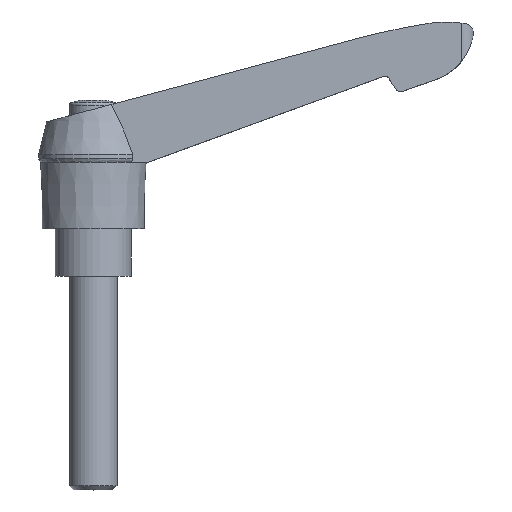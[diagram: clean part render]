
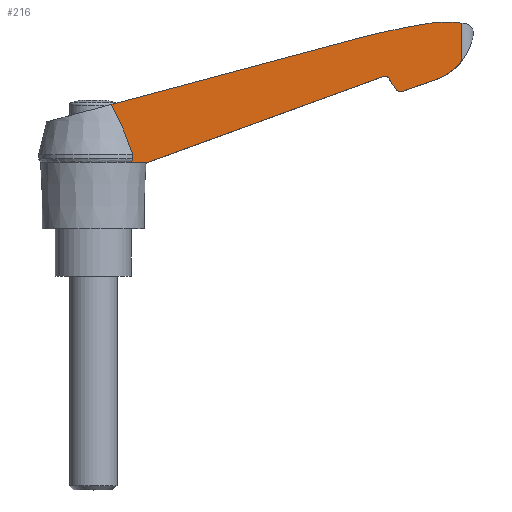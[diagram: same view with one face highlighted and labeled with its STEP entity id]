
A CAD part, top view. The second image highlights one B-rep face of the part: STEP entity #216.
In plain terms, the highlighted planar face has unit normal (0.034, 0, 0.999).
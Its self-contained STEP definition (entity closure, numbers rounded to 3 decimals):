
#216 = ADVANCED_FACE( '', ( #462 ), #463, .F. );
#462 = FACE_OUTER_BOUND( '', #731, .T. );
#463 = PLANE( '', #732 );
#731 = EDGE_LOOP( '', ( #1306, #1307, #1308, #1309, #1310, #1311, #1312, #1313, #1314, #1315, #1316, #1317, #1318, #1319, #1320 ) );
#732 = AXIS2_PLACEMENT_3D( '', #1321, #1322, #1323 );
#1306 = ORIENTED_EDGE( '', *, *, #1849, .F. );
#1307 = ORIENTED_EDGE( '', *, *, #1620, .T. );
#1308 = ORIENTED_EDGE( '', *, *, #1850, .F. );
#1309 = ORIENTED_EDGE( '', *, *, #1732, .F. );
#1310 = ORIENTED_EDGE( '', *, *, #1803, .T. );
#1311 = ORIENTED_EDGE( '', *, *, #1800, .F. );
#1312 = ORIENTED_EDGE( '', *, *, #1851, .F. );
#1313 = ORIENTED_EDGE( '', *, *, #1838, .F. );
#1314 = ORIENTED_EDGE( '', *, *, #1649, .F. );
#1315 = ORIENTED_EDGE( '', *, *, #1852, .F. );
#1316 = ORIENTED_EDGE( '', *, *, #1853, .F. );
#1317 = ORIENTED_EDGE( '', *, *, #1758, .F. );
#1318 = ORIENTED_EDGE( '', *, *, #1854, .F. );
#1319 = ORIENTED_EDGE( '', *, *, #1855, .F. );
#1320 = ORIENTED_EDGE( '', *, *, #1843, .F. );
#1321 = CARTESIAN_POINT( '', ( 0., 58.5, 8.22 ) );
#1322 = DIRECTION( '', ( -0.034, 0., -0.999 ) );
#1323 = DIRECTION( '', ( -0.999, 0., 0.034 ) );
#1620 = EDGE_CURVE( '', #1938, #1939, #1940, .T. );
#1649 = EDGE_CURVE( '', #1990, #1972, #1992, .T. );
#1732 = EDGE_CURVE( '', #2134, #2136, #2137, .T. );
#1758 = EDGE_CURVE( '', #2176, #2171, #2178, .T. );
#1800 = EDGE_CURVE( '', #2235, #2230, #2237, .T. );
#1803 = EDGE_CURVE( '', #2134, #2230, #2240, .T. );
#1838 = EDGE_CURVE( '', #1972, #2278, #2285, .T. );
#1843 = EDGE_CURVE( '', #2292, #2288, #2294, .T. );
#1849 = EDGE_CURVE( '', #1938, #2292, #2300, .T. );
#1850 = EDGE_CURVE( '', #2136, #1939, #2301, .T. );
#1851 = EDGE_CURVE( '', #2278, #2235, #2302, .T. );
#1852 = EDGE_CURVE( '', #2303, #1990, #2304, .T. );
#1853 = EDGE_CURVE( '', #2171, #2303, #2305, .T. );
#1854 = EDGE_CURVE( '', #2306, #2176, #2307, .T. );
#1855 = EDGE_CURVE( '', #2288, #2306, #2308, .T. );
#1938 = VERTEX_POINT( '', #2402 );
#1939 = VERTEX_POINT( '', #2403 );
#1940 = B_SPLINE_CURVE_WITH_KNOTS( '', 3, ( #2404, #2405, #2406, #2407, #2408, #2409 ), .UNSPECIFIED., .F., .F., ( 4, 2, 4 ), ( 0., 0., 0.001 ), .UNSPECIFIED. );
#1972 = VERTEX_POINT( '', #2453 );
#1990 = VERTEX_POINT( '', #2509 );
#1992 = ELLIPSE( '', #2530, 12.007, 12. );
#2134 = VERTEX_POINT( '', #2731 );
#2136 = VERTEX_POINT( '', #2734 );
#2137 = LINE( '', #2735, #2736 );
#2171 = VERTEX_POINT( '', #2784 );
#2176 = VERTEX_POINT( '', #2790 );
#2178 = ELLIPSE( '', #2793, 30.017, 30. );
#2230 = VERTEX_POINT( '', #2889 );
#2235 = VERTEX_POINT( '', #2896 );
#2237 = LINE( '', #2899, #2900 );
#2240 = ELLIPSE( '', #2903, 0.8, 0.8 );
#2278 = VERTEX_POINT( '', #2956 );
#2285 = LINE( '', #2967, #2968 );
#2288 = VERTEX_POINT( '', #2971 );
#2292 = VERTEX_POINT( '', #2984 );
#2294 = B_SPLINE_CURVE_WITH_KNOTS( '', 3, ( #2986, #2987, #2988, #2989, #2990, #2991, #2992, #2993, #2994, #2995 ), .UNSPECIFIED., .F., .F., ( 4, 2, 2, 2, 4 ), ( 0., 0.006, 0.009, 0.01, 0.012 ), .UNSPECIFIED. );
#2300 = LINE( '', #3003, #3004 );
#2301 = LINE( '', #3005, #3006 );
#2302 = ELLIPSE( '', #3007, 1.201, 1.2 );
#2303 = VERTEX_POINT( '', #3008 );
#2304 = LINE( '', #3009, #3010 );
#2305 = ELLIPSE( '', #3011, 36.021, 36. );
#2306 = VERTEX_POINT( '', #3012 );
#2307 = ELLIPSE( '', #3013, 157.091, 157. );
#2308 = LINE( '', #3014, #3015 );
#2402 = CARTESIAN_POINT( '', ( 8.322, 24.664, 7.937 ) );
#2403 = CARTESIAN_POINT( '', ( 7.764, 24., 7.956 ) );
#2404 = CARTESIAN_POINT( '', ( 8.322, 24.664, 7.937 ) );
#2405 = CARTESIAN_POINT( '', ( 8.276, 24.522, 7.938 ) );
#2406 = CARTESIAN_POINT( '', ( 8.2, 24.396, 7.941 ) );
#2407 = CARTESIAN_POINT( '', ( 8.005, 24.172, 7.947 ) );
#2408 = CARTESIAN_POINT( '', ( 7.89, 24.079, 7.951 ) );
#2409 = CARTESIAN_POINT( '', ( 7.764, 24., 7.956 ) );
#2453 = CARTESIAN_POINT( '', ( 73., 41.739, 5.738 ) );
#2509 = CARTESIAN_POINT( '', ( 77.585, 45.336, 5.582 ) );
#2530 = AXIS2_PLACEMENT_3D( '', #3153, #3154, #3155 );
#2731 = CARTESIAN_POINT( '', ( 61.169, 42.042, 6.14 ) );
#2734 = CARTESIAN_POINT( '', ( 11.6, 24., 7.825 ) );
#2735 = CARTESIAN_POINT( '', ( 11.49, 23.96, 7.829 ) );
#2736 = VECTOR( '', #3275, 1000. );
#2784 = CARTESIAN_POINT( '', ( 74.8, 53.5, 5.677 ) );
#2790 = CARTESIAN_POINT( '', ( 69.3, 53., 5.864 ) );
#2793 = AXIS2_PLACEMENT_3D( '', #3307, #3308, #3309 );
#2889 = CARTESIAN_POINT( '', ( 62.1, 41.746, 6.109 ) );
#2896 = CARTESIAN_POINT( '', ( 63.777, 39.333, 6.051 ) );
#2899 = CARTESIAN_POINT( '', ( 62.04, 41.832, 6.111 ) );
#2900 = VECTOR( '', #3349, 1000. );
#2903 = AXIS2_PLACEMENT_3D( '', #3353, #3354, #3355 );
#2956 = CARTESIAN_POINT( '', ( 65.173, 38.89, 6.004 ) );
#2967 = CARTESIAN_POINT( '', ( 65.008, 38.83, 6.01 ) );
#2968 = VECTOR( '', #3390, 1000. );
#2971 = CARTESIAN_POINT( '', ( 3.725, 36.121, 8.093 ) );
#2984 = CARTESIAN_POINT( '', ( 8.322, 25.6, 7.937 ) );
#2986 = CARTESIAN_POINT( '', ( 8.322, 25.6, 7.937 ) );
#2987 = CARTESIAN_POINT( '', ( 7.686, 27.409, 7.958 ) );
#2988 = CARTESIAN_POINT( '', ( 7.019, 29.207, 7.981 ) );
#2989 = CARTESIAN_POINT( '', ( 5.912, 31.861, 8.019 ) );
#2990 = CARTESIAN_POINT( '', ( 5.526, 32.738, 8.032 ) );
#2991 = CARTESIAN_POINT( '', ( 4.898, 34.032, 8.053 ) );
#2992 = CARTESIAN_POINT( '', ( 4.68, 34.459, 8.06 ) );
#2993 = CARTESIAN_POINT( '', ( 4.223, 35.301, 8.076 ) );
#2994 = CARTESIAN_POINT( '', ( 3.982, 35.717, 8.084 ) );
#2995 = CARTESIAN_POINT( '', ( 3.725, 36.121, 8.093 ) );
#3003 = CARTESIAN_POINT( '', ( 8.322, 72.299, 7.937 ) );
#3004 = VECTOR( '', #3399, 1000. );
#3005 = CARTESIAN_POINT( '', ( -0.111, 24., 8.223 ) );
#3006 = VECTOR( '', #3400, 1000. );
#3007 = AXIS2_PLACEMENT_3D( '', #3401, #3402, #3403 );
#3008 = CARTESIAN_POINT( '', ( 77.585, 53.244, 5.582 ) );
#3009 = CARTESIAN_POINT( '', ( 77.585, 58.5, 5.582 ) );
#3010 = VECTOR( '', #3404, 1000. );
#3011 = AXIS2_PLACEMENT_3D( '', #3405, #3406, #3407 );
#3012 = CARTESIAN_POINT( '', ( 56.5, 50.262, 6.299 ) );
#3013 = AXIS2_PLACEMENT_3D( '', #3408, #3409, #3410 );
#3014 = CARTESIAN_POINT( '', ( 56.335, 50.217, 6.304 ) );
#3015 = VECTOR( '', #3411, 1000. );
#3153 = CARTESIAN_POINT( '', ( 68.107, 52.696, 5.904 ) );
#3154 = DIRECTION( '', ( -0.034, 0., -0.999 ) );
#3155 = DIRECTION( '', ( 0.999, 0., -0.034 ) );
#3275 = DIRECTION( '', ( -0.939, -0.342, 0.032 ) );
#3307 = CARTESIAN_POINT( '', ( 74.755, 23.5, 5.678 ) );
#3308 = DIRECTION( '', ( -0.034, 0., -0.999 ) );
#3309 = DIRECTION( '', ( 0.999, 0., -0.034 ) );
#3349 = DIRECTION( '', ( -0.571, 0.821, 0.019 ) );
#3353 = CARTESIAN_POINT( '', ( 61.443, 41.29, 6.131 ) );
#3354 = DIRECTION( '', ( -0.034, 0., -0.999 ) );
#3355 = DIRECTION( '', ( 0.999, 0., -0.034 ) );
#3390 = DIRECTION( '', ( -0.939, -0.342, 0.032 ) );
#3399 = DIRECTION( '', ( 0., 1., 0. ) );
#3400 = DIRECTION( '', ( -0.999, 0., 0.034 ) );
#3401 = CARTESIAN_POINT( '', ( 64.762, 40.018, 6.018 ) );
#3402 = DIRECTION( '', ( -0.034, 0., -0.999 ) );
#3403 = DIRECTION( '', ( 0.999, 0., -0.034 ) );
#3404 = DIRECTION( '', ( 0., -1., 0. ) );
#3405 = CARTESIAN_POINT( '', ( 72.905, 17.55, 5.741 ) );
#3406 = DIRECTION( '', ( -0.034, 0., -0.999 ) );
#3407 = DIRECTION( '', ( 0.999, 0., -0.034 ) );
#3408 = CARTESIAN_POINT( '', ( 95.717, -101.762, 4.966 ) );
#3409 = DIRECTION( '', ( -0.034, 0., -0.999 ) );
#3410 = DIRECTION( '', ( 0.999, 0., -0.034 ) );
#3411 = DIRECTION( '', ( 0.965, 0.259, -0.033 ) );
